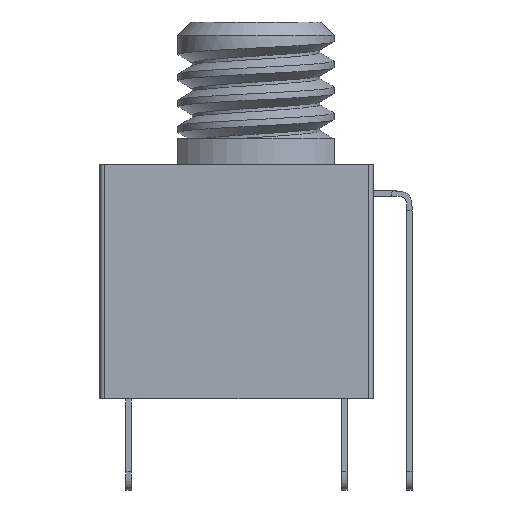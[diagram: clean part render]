
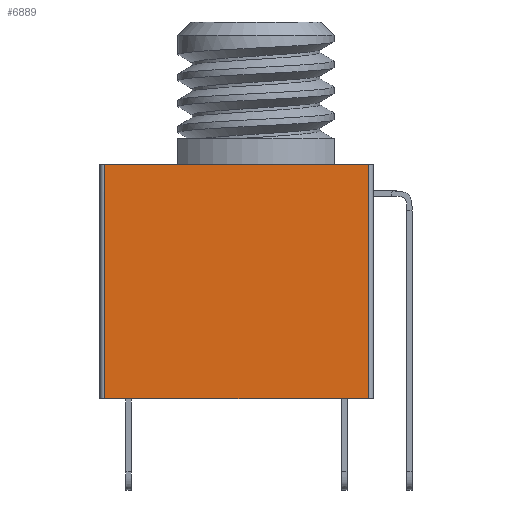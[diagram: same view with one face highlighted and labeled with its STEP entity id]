
A CAD part, left-side view. The second image highlights one B-rep face of the part: STEP entity #6889.
In plain terms, the highlighted planar face has unit normal (-1, 0, 0).
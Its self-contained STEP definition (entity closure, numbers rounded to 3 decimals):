
#6128 = VERTEX_POINT('',#6129);
#6129 = CARTESIAN_POINT('',(-4.5,-4.323,0.));
#6140 = EDGE_CURVE('',#6141,#6128,#6143,.T.);
#6141 = VERTEX_POINT('',#6142);
#6142 = CARTESIAN_POINT('',(-4.5,-4.323,9.));
#6143 = LINE('',#6144,#6145);
#6144 = CARTESIAN_POINT('',(-4.5,-4.323,9.));
#6145 = VECTOR('',#6146,1.);
#6146 = DIRECTION('',(0.,0.,-1.));
#6224 = VERTEX_POINT('',#6225);
#6225 = CARTESIAN_POINT('',(-4.5,5.823,0.));
#6243 = VERTEX_POINT('',#6244);
#6244 = CARTESIAN_POINT('',(-4.5,5.823,9.));
#6253 = EDGE_CURVE('',#6224,#6243,#6254,.T.);
#6254 = LINE('',#6255,#6256);
#6255 = CARTESIAN_POINT('',(-4.5,5.823,0.));
#6256 = VECTOR('',#6257,1.);
#6257 = DIRECTION('',(0.,0.,1.));
#6594 = EDGE_CURVE('',#6243,#6141,#6595,.T.);
#6595 = LINE('',#6596,#6597);
#6596 = CARTESIAN_POINT('',(-4.5,5.823,9.));
#6597 = VECTOR('',#6598,1.);
#6598 = DIRECTION('',(0.,-1.,0.));
#6889 = ADVANCED_FACE('',(#6890),#6901,.T.);
#6890 = FACE_BOUND('',#6891,.T.);
#6891 = EDGE_LOOP('',(#6892,#6898,#6899,#6900));
#6892 = ORIENTED_EDGE('',*,*,#6893,.T.);
#6893 = EDGE_CURVE('',#6224,#6128,#6894,.T.);
#6894 = LINE('',#6895,#6896);
#6895 = CARTESIAN_POINT('',(-4.5,5.823,0.));
#6896 = VECTOR('',#6897,1.);
#6897 = DIRECTION('',(0.,-1.,0.));
#6898 = ORIENTED_EDGE('',*,*,#6140,.F.);
#6899 = ORIENTED_EDGE('',*,*,#6594,.F.);
#6900 = ORIENTED_EDGE('',*,*,#6253,.F.);
#6901 = PLANE('',#6902);
#6902 = AXIS2_PLACEMENT_3D('',#6903,#6904,#6905);
#6903 = CARTESIAN_POINT('',(-4.5,-4.323,4.5));
#6904 = DIRECTION('',(-1.,0.,0.));
#6905 = DIRECTION('',(0.,0.,1.));
